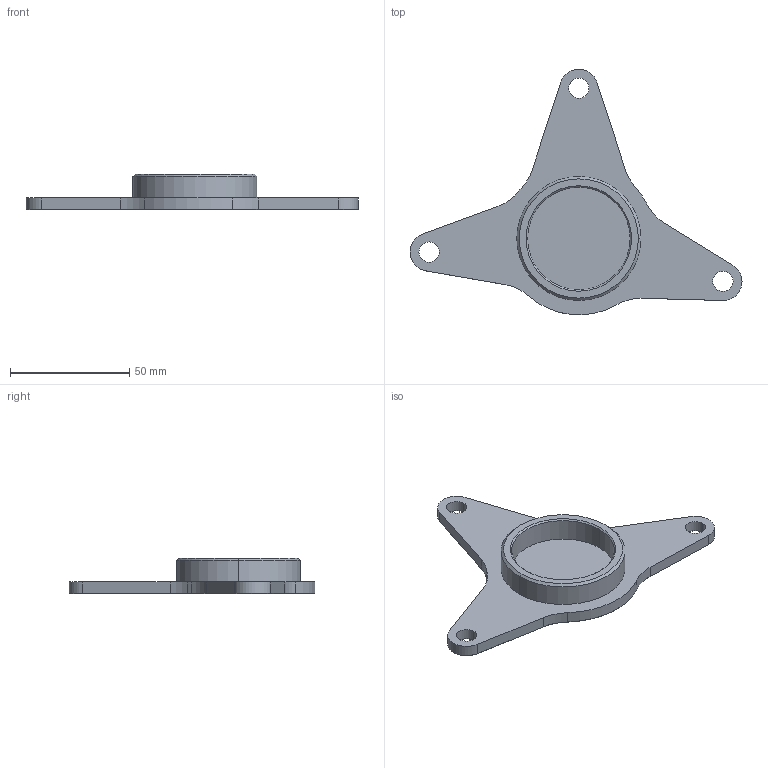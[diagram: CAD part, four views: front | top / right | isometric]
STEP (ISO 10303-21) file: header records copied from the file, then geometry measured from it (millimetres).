
FILE_DESCRIPTION (( 'STEP AP203' ), '1' );
FILE_NAME ('Cache_alternateur.STEP', '2022-02-10T10:04:24', ( '' ), ( '' ), 'SwSTEP 2.0', 'SolidWorks 2014', '' );
FILE_SCHEMA (( 'CONFIG_CONTROL_DESIGN' ));
Length unit declared in the file: millimetre
Products named in the file (1): Cache_alternateur
Bounding box: 139.13 x 102.92 x 15 mm (x, y, z)
Volume: 36276.4 mm3; surface area: 16980.9 mm2
Topology: 1 solids, 1 shells, 62 faces, 145 edges, 87 vertices
Faces by surface type: cone 23, cylinder 23, plane 16
Entity records: 1855 total; most frequent: DIRECTION 340, CARTESIAN_POINT 295, ORIENTED_EDGE 290, EDGE_CURVE 145, AXIS2_PLACEMENT_3D 132, VERTEX_POINT 87, VECTOR 76, LINE 76
